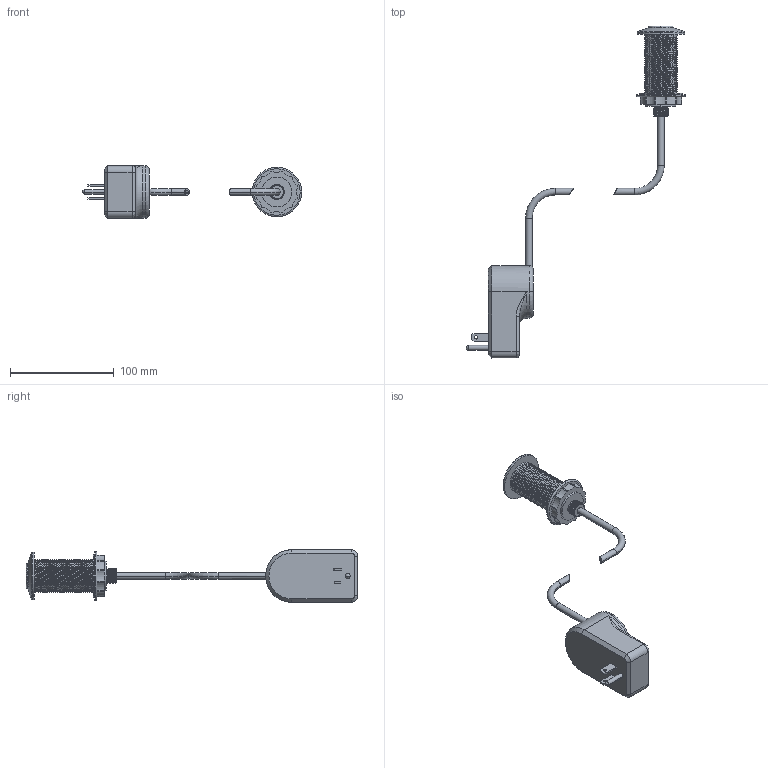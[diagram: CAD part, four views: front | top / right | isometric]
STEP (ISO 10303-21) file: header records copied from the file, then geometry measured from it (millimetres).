
FILE_DESCRIPTION((''),'2;1');
FILE_NAME('111','2021-10-05T12:03:02',('rsmith'),(''),'CREO PARAMETRIC BY PTC INC, 2018400','CREO PARAMETRIC BY PTC INC, 2018400','');
FILE_SCHEMA(('AUTOMOTIVE_DESIGN { 1 0 10303 214 1 1 1 1 }'));
Length unit declared in the file: inch
Products named in the file (1): 111
Bounding box: 211.15 x 319.48 x 50.55 mm (x, y, z)
Volume: 221113.4 mm3; surface area: 42208.1 mm2
Topology: 3 solids, 3 shells, 472 faces, 1236 edges, 797 vertices
Faces by surface type: plane 252, cylinder 150, bspline 39, torus 19, cone 8, sphere 4
Entity records: 39431 total; most frequent: CARTESIAN_POINT 20136, ORIENTED_EDGE 2464, DIRECTION 2093, PRESENTATION_STYLE_ASSIGNMENT 1691, STYLED_ITEM 1235, CURVE_STYLE 1232, EDGE_CURVE 1232, VECTOR 823
